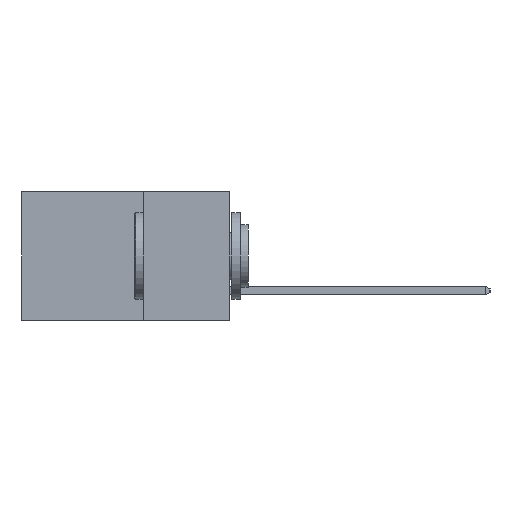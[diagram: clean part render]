
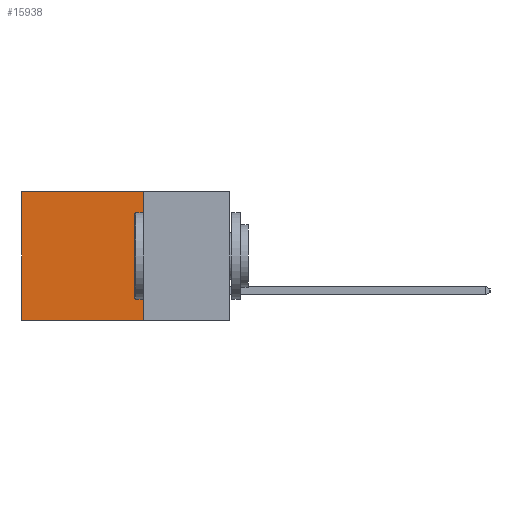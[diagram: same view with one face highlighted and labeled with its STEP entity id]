
A CAD part, left-side view. The second image highlights one B-rep face of the part: STEP entity #15938.
In plain terms, the highlighted planar face has unit normal (-1, 0, 0).
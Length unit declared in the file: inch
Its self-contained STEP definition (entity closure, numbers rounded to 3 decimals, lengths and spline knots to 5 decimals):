
#788 = ORIENTED_EDGE ( 'NONE', *, *, #11872, .T. ) ;
#1945 = VERTEX_POINT ( 'NONE', #11264 ) ;
#2150 = DIRECTION ( 'NONE',  ( 0., 0., -1. ) ) ;
#2667 = ORIENTED_EDGE ( 'NONE', *, *, #6463, .T. ) ;
#2712 = EDGE_CURVE ( 'NONE', #5130, #4307, #4730, .T. ) ;
#3004 = DIRECTION ( 'NONE',  ( 0., 1., 0. ) ) ;
#3521 = VECTOR ( 'NONE', #3004, 39.37008 ) ;
#4029 = EDGE_CURVE ( 'NONE', #16708, #5130, #14395, .T. ) ;
#4265 = VECTOR ( 'NONE', #10810, 39.37008 ) ;
#4293 = CARTESIAN_POINT ( 'NONE',  ( 0.298, 0.6, 0. ) ) ;
#4307 = VERTEX_POINT ( 'NONE', #5671 ) ;
#4730 = LINE ( 'NONE', #13459, #5148 ) ;
#4800 = LINE ( 'NONE', #6779, #3521 ) ;
#5030 = CARTESIAN_POINT ( 'NONE',  ( 0.298, 0.25, -0.37 ) ) ;
#5066 = CARTESIAN_POINT ( 'NONE',  ( 0.298, 0.25, 0. ) ) ;
#5092 = AXIS2_PLACEMENT_3D ( 'NONE', #7464, #10142, #2150 ) ;
#5130 = VERTEX_POINT ( 'NONE', #5030 ) ;
#5148 = VECTOR ( 'NONE', #13496, 39.37008 ) ;
#5671 = CARTESIAN_POINT ( 'NONE',  ( 0.298, 0.6, -0.37 ) ) ;
#6139 = PLANE ( 'NONE',  #5092 ) ;
#6463 = EDGE_CURVE ( 'NONE', #16708, #1945, #4800, .T. ) ;
#6779 = CARTESIAN_POINT ( 'NONE',  ( 0.298, 0.25, 0. ) ) ;
#7464 = CARTESIAN_POINT ( 'NONE',  ( 0.298, 0.25, 0. ) ) ;
#7468 = VECTOR ( 'NONE', #12232, 39.37008 ) ;
#9470 = ORIENTED_EDGE ( 'NONE', *, *, #4029, .F. ) ;
#10142 = DIRECTION ( 'NONE',  ( 1., 0., 0. ) ) ;
#10399 = FACE_OUTER_BOUND ( 'NONE', #16927, .T. ) ;
#10450 = CARTESIAN_POINT ( 'NONE',  ( 0.298, 0.25, 0. ) ) ;
#10810 = DIRECTION ( 'NONE',  ( 0., 0., -1. ) ) ;
#11264 = CARTESIAN_POINT ( 'NONE',  ( 0.298, 0.6, 0. ) ) ;
#11872 = EDGE_CURVE ( 'NONE', #1945, #4307, #14090, .T. ) ;
#12232 = DIRECTION ( 'NONE',  ( 0., 0., -1. ) ) ;
#13433 = ORIENTED_EDGE ( 'NONE', *, *, #2712, .F. ) ;
#13459 = CARTESIAN_POINT ( 'NONE',  ( 0.298, 0.25, -0.37 ) ) ;
#13496 = DIRECTION ( 'NONE',  ( 0., 1., 0. ) ) ;
#14090 = LINE ( 'NONE', #4293, #7468 ) ;
#14395 = LINE ( 'NONE', #10450, #4265 ) ;
#15938 = ADVANCED_FACE ( 'NONE', ( #10399 ), #6139, .F. ) ;
#16708 = VERTEX_POINT ( 'NONE', #5066 ) ;
#16927 = EDGE_LOOP ( 'NONE', ( #788, #13433, #9470, #2667 ) ) ;
